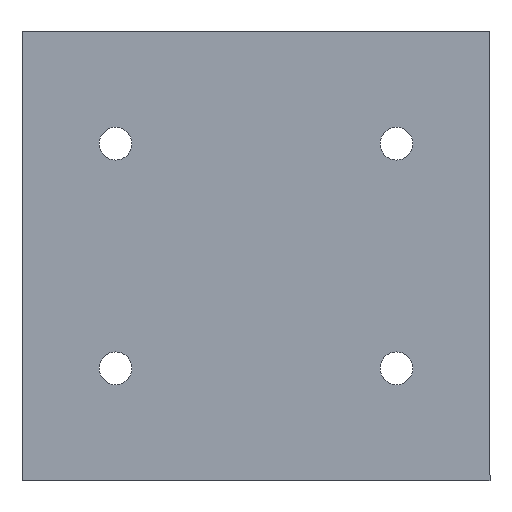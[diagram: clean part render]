
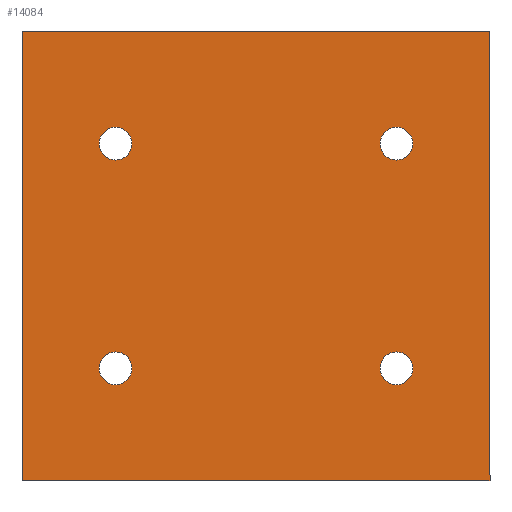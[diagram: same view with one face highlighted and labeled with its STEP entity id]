
A CAD part, front view. The second image highlights one B-rep face of the part: STEP entity #14084.
In plain terms, the highlighted planar face has unit normal (0, -1, 0).
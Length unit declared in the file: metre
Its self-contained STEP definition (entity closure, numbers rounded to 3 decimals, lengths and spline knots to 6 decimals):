
#467=CIRCLE('',#15017,0.0014);
#468=CIRCLE('',#15018,0.0014);
#469=CIRCLE('',#15019,0.0014);
#470=CIRCLE('',#15020,0.0014);
#4057=ORIENTED_EDGE('',*,*,#6205,.F.);
#4058=ORIENTED_EDGE('',*,*,#6206,.F.);
#4059=ORIENTED_EDGE('',*,*,#6207,.F.);
#4060=ORIENTED_EDGE('',*,*,#6208,.F.);
#4061=ORIENTED_EDGE('',*,*,#6209,.F.);
#4062=ORIENTED_EDGE('',*,*,#6122,.T.);
#4063=ORIENTED_EDGE('',*,*,#6118,.F.);
#4064=ORIENTED_EDGE('',*,*,#6210,.F.);
#6118=EDGE_CURVE('',#7497,#7498,#9171,.T.);
#6122=EDGE_CURVE('',#7501,#7498,#9175,.T.);
#6205=EDGE_CURVE('',#7563,#7563,#467,.T.);
#6206=EDGE_CURVE('',#7564,#7564,#468,.T.);
#6207=EDGE_CURVE('',#7565,#7565,#469,.T.);
#6208=EDGE_CURVE('',#7566,#7566,#470,.T.);
#6209=EDGE_CURVE('',#7501,#7567,#9205,.T.);
#6210=EDGE_CURVE('',#7567,#7497,#9206,.T.);
#7497=VERTEX_POINT('',#24014);
#7498=VERTEX_POINT('',#24016);
#7501=VERTEX_POINT('',#24024);
#7563=VERTEX_POINT('',#24820);
#7564=VERTEX_POINT('',#24822);
#7565=VERTEX_POINT('',#24824);
#7566=VERTEX_POINT('',#24826);
#7567=VERTEX_POINT('',#24828);
#9171=LINE('',#24015,#10783);
#9175=LINE('',#24023,#10787);
#9205=LINE('',#24827,#10817);
#9206=LINE('',#24829,#10818);
#10783=VECTOR('',#18222,1.);
#10787=VECTOR('',#18228,1.);
#10817=VECTOR('',#18300,1.);
#10818=VECTOR('',#18301,1.);
#11705=EDGE_LOOP('',(#4057));
#11706=EDGE_LOOP('',(#4058));
#11707=EDGE_LOOP('',(#4059));
#11708=EDGE_LOOP('',(#4060));
#11709=EDGE_LOOP('',(#4061,#4062,#4063,#4064));
#12639=FACE_BOUND('',#11705,.T.);
#12640=FACE_BOUND('',#11706,.T.);
#12641=FACE_BOUND('',#11707,.T.);
#12642=FACE_BOUND('',#11708,.T.);
#12643=FACE_BOUND('',#11709,.T.);
#13348=PLANE('',#15016);
#14084=ADVANCED_FACE('',(#12639,#12640,#12641,#12642,#12643),#13348,.T.);
#15016=AXIS2_PLACEMENT_3D('',#24818,#18290,#18291);
#15017=AXIS2_PLACEMENT_3D('',#24819,#18292,#18293);
#15018=AXIS2_PLACEMENT_3D('',#24821,#18294,#18295);
#15019=AXIS2_PLACEMENT_3D('',#24823,#18296,#18297);
#15020=AXIS2_PLACEMENT_3D('',#24825,#18298,#18299);
#18222=DIRECTION('',(1.,0.,0.));
#18228=DIRECTION('',(0.,0.,1.));
#18290=DIRECTION('',(0.,-1.,0.));
#18291=DIRECTION('',(0.,0.,-1.));
#18292=DIRECTION('',(0.,-1.,0.));
#18293=DIRECTION('',(0.,0.,-1.));
#18294=DIRECTION('',(0.,-1.,0.));
#18295=DIRECTION('',(0.,0.,-1.));
#18296=DIRECTION('',(0.,-1.,0.));
#18297=DIRECTION('',(0.,0.,-1.));
#18298=DIRECTION('',(0.,-1.,0.));
#18299=DIRECTION('',(0.,0.,-1.));
#18300=DIRECTION('',(-1.,0.,0.));
#18301=DIRECTION('',(0.,0.,1.));
#24014=CARTESIAN_POINT('',(0.052208,0.119616,0.060345));
#24015=CARTESIAN_POINT('',(0.072208,0.119616,0.060345));
#24016=CARTESIAN_POINT('',(0.092208,0.119616,0.060345));
#24023=CARTESIAN_POINT('',(0.092208,0.119616,-0.267398));
#24024=CARTESIAN_POINT('',(0.092208,0.119616,0.021945));
#24818=CARTESIAN_POINT('',(0.072208,0.119616,-0.267398));
#24819=CARTESIAN_POINT('',(0.060208,0.119616,0.050745));
#24820=CARTESIAN_POINT('',(0.060208,0.119616,0.049345));
#24821=CARTESIAN_POINT('',(0.060208,0.119616,0.031545));
#24822=CARTESIAN_POINT('',(0.060208,0.119616,0.030145));
#24823=CARTESIAN_POINT('',(0.084208,0.119616,0.031545));
#24824=CARTESIAN_POINT('',(0.084208,0.119616,0.030145));
#24825=CARTESIAN_POINT('',(0.084208,0.119616,0.050745));
#24826=CARTESIAN_POINT('',(0.084208,0.119616,0.049345));
#24827=CARTESIAN_POINT('',(0.072208,0.119616,0.021945));
#24828=CARTESIAN_POINT('',(0.052208,0.119616,0.021945));
#24829=CARTESIAN_POINT('',(0.052208,0.119616,-0.267398));
